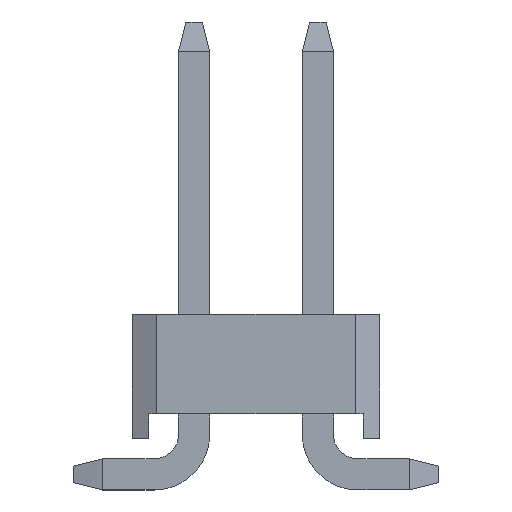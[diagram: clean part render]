
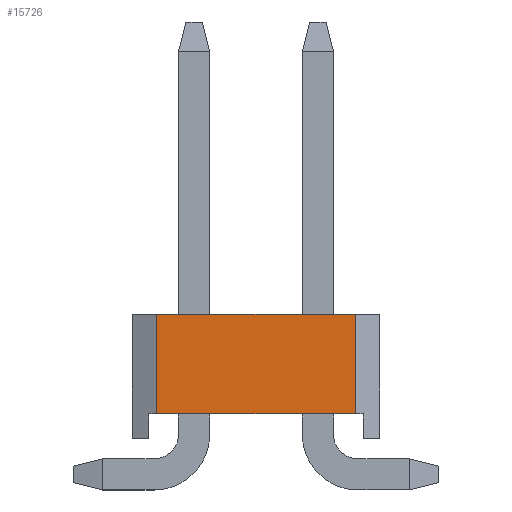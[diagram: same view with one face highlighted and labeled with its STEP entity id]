
A CAD part, front view. The second image highlights one B-rep face of the part: STEP entity #15726.
In plain terms, the highlighted face is planar.
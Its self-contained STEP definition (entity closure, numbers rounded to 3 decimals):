
#988=ORIENTED_EDGE('',*,*,#3915,.F.);
#989=ORIENTED_EDGE('',*,*,#3446,.T.);
#990=ORIENTED_EDGE('',*,*,#3953,.T.);
#991=ORIENTED_EDGE('',*,*,#3759,.T.);
#3446=EDGE_CURVE('',#5061,#5060,#6072,.T.);
#3759=EDGE_CURVE('',#5338,#5337,#6385,.T.);
#3915=EDGE_CURVE('',#5061,#5337,#6541,.T.);
#3953=EDGE_CURVE('',#5060,#5338,#6579,.T.);
#5060=VERTEX_POINT('',#20168);
#5061=VERTEX_POINT('',#20170);
#5337=VERTEX_POINT('',#20795);
#5338=VERTEX_POINT('',#20797);
#6072=LINE('',#20169,#7590);
#6385=LINE('',#20796,#7903);
#6541=LINE('',#21084,#8059);
#6579=LINE('',#21146,#8097);
#7590=VECTOR('',#17114,1000.);
#7903=VECTOR('',#17501,1000.);
#8059=VECTOR('',#17705,1000.);
#8097=VECTOR('',#17791,1000.);
#9204=EDGE_LOOP('',(#988,#989,#990,#991));
#9904=FACE_BOUND('',#9204,.T.);
#10556=PLANE('',#16385);
#15726=ADVANCED_FACE('',(#9904),#10556,.T.);
#16385=AXIS2_PLACEMENT_3D('',#21147,#17792,#17793);
#17114=DIRECTION('',(0.,-1.,0.));
#17501=DIRECTION('',(0.,1.,0.));
#17705=DIRECTION('',(0.,0.,1.));
#17791=DIRECTION('',(0.,0.,1.));
#17792=DIRECTION('',(-1.,0.,0.));
#17793=DIRECTION('',(0.,0.,1.));
#20168=CARTESIAN_POINT('',(-15.24,-2.04,-0.77));
#20169=CARTESIAN_POINT('',(-15.24,-2.54,-0.77));
#20170=CARTESIAN_POINT('',(-15.24,2.04,-0.77));
#20795=CARTESIAN_POINT('',(-15.24,2.04,1.27));
#20796=CARTESIAN_POINT('',(-15.24,-2.54,1.27));
#20797=CARTESIAN_POINT('',(-15.24,-2.04,1.27));
#21084=CARTESIAN_POINT('',(-15.24,2.04,-29.98));
#21146=CARTESIAN_POINT('',(-15.24,-2.04,-29.98));
#21147=CARTESIAN_POINT('',(-15.24,-2.54,-1.27));
